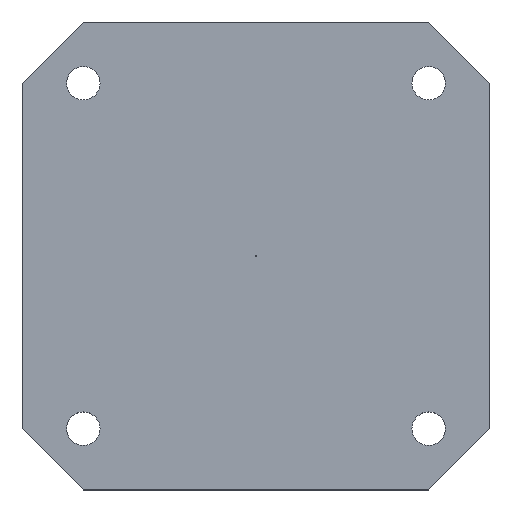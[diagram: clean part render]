
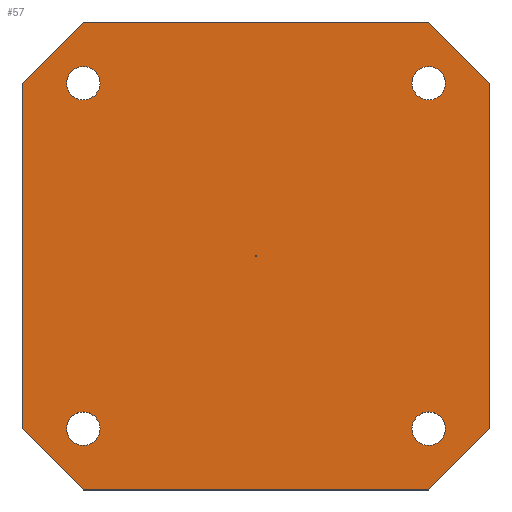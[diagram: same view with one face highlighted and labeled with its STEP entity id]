
A CAD part, top view. The second image highlights one B-rep face of the part: STEP entity #57.
In plain terms, the highlighted planar face has unit normal (0, 0, 1).
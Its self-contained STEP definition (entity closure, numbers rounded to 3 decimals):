
#57=ADVANCED_FACE('',(#200,#202,#204,#206,#208,#210),#212,.T.);
#200=FACE_BOUND('',#201,.T.);
#201=EDGE_LOOP('',(#331,#332,#333,#334,#335,#336,#337,#338));
#202=FACE_BOUND('',#203,.T.);
#203=EDGE_LOOP('',(#339));
#204=FACE_BOUND('',#205,.T.);
#205=EDGE_LOOP('',(#340));
#206=FACE_BOUND('',#207,.T.);
#207=EDGE_LOOP('',(#341));
#208=FACE_BOUND('',#209,.T.);
#209=EDGE_LOOP('',(#342));
#210=FACE_BOUND('',#211,.T.);
#211=EDGE_LOOP('',(#343));
#212=PLANE('',#213);
#213=AXIS2_PLACEMENT_3D('',#214,#215,#216);
#214=CARTESIAN_POINT('',(0.,0.,1.5));
#215=DIRECTION('',(0.,0.,1.));
#216=DIRECTION('',(-1.,0.,0.));
#331=ORIENTED_EDGE('',*,*,#399,.T.);
#332=ORIENTED_EDGE('',*,*,#400,.T.);
#333=ORIENTED_EDGE('',*,*,#401,.T.);
#334=ORIENTED_EDGE('',*,*,#402,.T.);
#335=ORIENTED_EDGE('',*,*,#403,.T.);
#336=ORIENTED_EDGE('',*,*,#404,.T.);
#337=ORIENTED_EDGE('',*,*,#405,.T.);
#338=ORIENTED_EDGE('',*,*,#406,.T.);
#339=ORIENTED_EDGE('',*,*,#407,.T.);
#340=ORIENTED_EDGE('',*,*,#408,.T.);
#341=ORIENTED_EDGE('',*,*,#409,.T.);
#342=ORIENTED_EDGE('',*,*,#410,.T.);
#343=ORIENTED_EDGE('',*,*,#411,.T.);
#399=EDGE_CURVE('',#446,#447,#448,.T.);
#400=EDGE_CURVE('',#447,#449,#450,.T.);
#401=EDGE_CURVE('',#449,#451,#452,.T.);
#402=EDGE_CURVE('',#451,#453,#454,.T.);
#403=EDGE_CURVE('',#453,#455,#456,.T.);
#404=EDGE_CURVE('',#455,#457,#458,.T.);
#405=EDGE_CURVE('',#457,#459,#460,.T.);
#406=EDGE_CURVE('',#459,#446,#461,.T.);
#407=EDGE_CURVE('',#462,#462,#463,.F.);
#408=EDGE_CURVE('',#464,#464,#465,.F.);
#409=EDGE_CURVE('',#466,#466,#467,.F.);
#410=EDGE_CURVE('',#468,#468,#469,.F.);
#411=EDGE_CURVE('',#470,#470,#471,.F.);
#446=VERTEX_POINT('',#537);
#447=VERTEX_POINT('',#538);
#448=LINE('',#539,#540);
#449=VERTEX_POINT('',#542);
#450=LINE('',#543,#544);
#451=VERTEX_POINT('',#546);
#452=LINE('',#547,#548);
#453=VERTEX_POINT('',#550);
#454=LINE('',#551,#552);
#455=VERTEX_POINT('',#554);
#456=LINE('',#555,#556);
#457=VERTEX_POINT('',#558);
#458=LINE('',#559,#560);
#459=VERTEX_POINT('',#562);
#460=LINE('',#563,#564);
#461=LINE('',#566,#567);
#462=VERTEX_POINT('',#569);
#463=CIRCLE('',#570,1.5);
#464=VERTEX_POINT('',#574);
#465=CIRCLE('',#575,1.5);
#466=VERTEX_POINT('',#579);
#467=CIRCLE('',#580,1.5);
#468=VERTEX_POINT('',#584);
#469=CIRCLE('',#585,1.5);
#470=VERTEX_POINT('',#589);
#471=CIRCLE('',#590,0.05);
#537=CARTESIAN_POINT('',(-15.5,21.,1.5));
#538=CARTESIAN_POINT('',(-21.,15.5,1.5));
#539=CARTESIAN_POINT('',(-15.5,21.,1.5));
#540=VECTOR('',#541,1.);
#541=DIRECTION('',(-0.707,-0.707,0.));
#542=CARTESIAN_POINT('',(-21.,-15.5,1.5));
#543=CARTESIAN_POINT('',(-21.,15.5,1.5));
#544=VECTOR('',#545,1.);
#545=DIRECTION('',(0.,-1.,0.));
#546=CARTESIAN_POINT('',(-15.5,-21.,1.5));
#547=CARTESIAN_POINT('',(-21.,-15.5,1.5));
#548=VECTOR('',#549,1.);
#549=DIRECTION('',(0.707,-0.707,0.));
#550=CARTESIAN_POINT('',(15.5,-21.,1.5));
#551=CARTESIAN_POINT('',(-15.5,-21.,1.5));
#552=VECTOR('',#553,1.);
#553=DIRECTION('',(1.,0.,0.));
#554=CARTESIAN_POINT('',(21.,-15.5,1.5));
#555=CARTESIAN_POINT('',(15.5,-21.,1.5));
#556=VECTOR('',#557,1.);
#557=DIRECTION('',(0.707,0.707,0.));
#558=CARTESIAN_POINT('',(21.,15.5,1.5));
#559=CARTESIAN_POINT('',(21.,-15.5,1.5));
#560=VECTOR('',#561,1.);
#561=DIRECTION('',(0.,1.,0.));
#562=CARTESIAN_POINT('',(15.5,21.,1.5));
#563=CARTESIAN_POINT('',(21.,15.5,1.5));
#564=VECTOR('',#565,1.);
#565=DIRECTION('',(-0.707,0.707,0.));
#566=CARTESIAN_POINT('',(15.5,21.,1.5));
#567=VECTOR('',#568,1.);
#568=DIRECTION('',(-1.,0.,0.));
#569=CARTESIAN_POINT('',(14.,15.5,1.5));
#570=AXIS2_PLACEMENT_3D('',#571,#572,#573);
#571=CARTESIAN_POINT('',(15.5,15.5,1.5));
#572=DIRECTION('',(0.,0.,1.));
#573=DIRECTION('',(-1.,0.,0.));
#574=CARTESIAN_POINT('',(-17.,15.5,1.5));
#575=AXIS2_PLACEMENT_3D('',#576,#577,#578);
#576=CARTESIAN_POINT('',(-15.5,15.5,1.5));
#577=DIRECTION('',(0.,0.,1.));
#578=DIRECTION('',(-1.,0.,0.));
#579=CARTESIAN_POINT('',(-17.,-15.5,1.5));
#580=AXIS2_PLACEMENT_3D('',#581,#582,#583);
#581=CARTESIAN_POINT('',(-15.5,-15.5,1.5));
#582=DIRECTION('',(0.,0.,1.));
#583=DIRECTION('',(-1.,0.,0.));
#584=CARTESIAN_POINT('',(14.,-15.5,1.5));
#585=AXIS2_PLACEMENT_3D('',#586,#587,#588);
#586=CARTESIAN_POINT('',(15.5,-15.5,1.5));
#587=DIRECTION('',(0.,0.,1.));
#588=DIRECTION('',(-1.,0.,0.));
#589=CARTESIAN_POINT('',(-0.05,0.,1.5));
#590=AXIS2_PLACEMENT_3D('',#591,#592,#593);
#591=CARTESIAN_POINT('',(0.,0.,1.5));
#592=DIRECTION('',(0.,0.,1.));
#593=DIRECTION('',(-1.,0.,0.));
